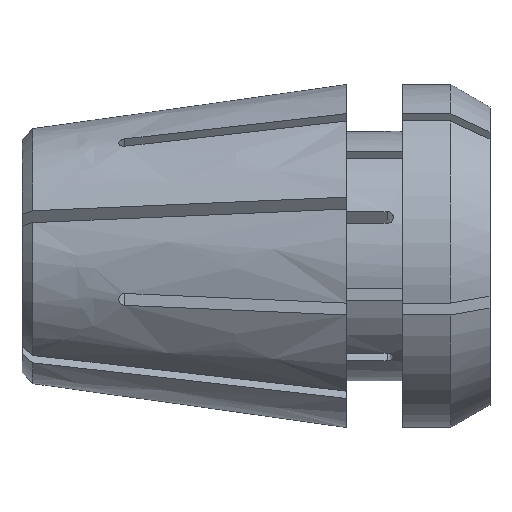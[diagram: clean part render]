
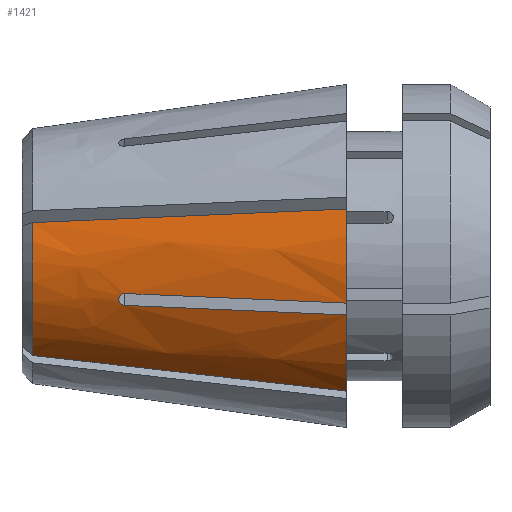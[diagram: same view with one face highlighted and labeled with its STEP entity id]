
A CAD part, front view. The second image highlights one B-rep face of the part: STEP entity #1421.
In plain terms, the highlighted free-form (B-spline) face has degree [2, 1] with [3, 2] control points.
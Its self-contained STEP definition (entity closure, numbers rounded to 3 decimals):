
#685 = VERTEX_POINT('',#686);
#686 = CARTESIAN_POINT('',(-66.274,-76.203,
    21.73));
#691 = EDGE_CURVE('',#685,#692,#694,.T.);
#692 = VERTEX_POINT('',#693);
#693 = CARTESIAN_POINT('',(-66.274,-76.203,
    -21.73));
#694 = ( BOUNDED_CURVE() B_SPLINE_CURVE(2,(#695,#696,#697),
.UNSPECIFIED.,.F.,.F.) B_SPLINE_CURVE_WITH_KNOTS((3,3),(4.435,
4.99),.PIECEWISE_BEZIER_KNOTS.) CURVE() 
GEOMETRIC_REPRESENTATION_ITEM() RATIONAL_B_SPLINE_CURVE((1.,
0.962,1.)) REPRESENTATION_ITEM('') );
#695 = CARTESIAN_POINT('',(-66.274,-76.203,
    21.73));
#696 = CARTESIAN_POINT('',(-66.274,-82.4,
    0.));
#697 = CARTESIAN_POINT('',(-66.274,-76.203,
    -21.73));
#1421 = ADVANCED_FACE('',(#1422),#1512,.T.);
#1422 = FACE_BOUND('',#1423,.T.);
#1423 = EDGE_LOOP('',(#1424,#1435,#1443,#1452,#1489,#1496,#1497,#1506));
#1424 = ORIENTED_EDGE('',*,*,#1425,.F.);
#1425 = EDGE_CURVE('',#1426,#1428,#1430,.T.);
#1426 = VERTEX_POINT('',#1427);
#1427 = CARTESIAN_POINT('',(-66.274,-48.877,
    -62.371));
#1428 = VERTEX_POINT('',#1429);
#1429 = CARTESIAN_POINT('',(-211.082,-36.904,
    -45.892));
#1430 = B_SPLINE_CURVE_WITH_KNOTS('',3,(#1431,#1432,#1433,#1434),
  .UNSPECIFIED.,.F.,.F.,(4,4),(0.,0.101),
  .PIECEWISE_BEZIER_KNOTS.);
#1431 = CARTESIAN_POINT('',(-66.274,-48.877,
    -62.371));
#1432 = CARTESIAN_POINT('',(-114.544,-44.887,
    -56.879));
#1433 = CARTESIAN_POINT('',(-162.813,-40.896,
    -51.386));
#1434 = CARTESIAN_POINT('',(-211.082,-36.904,
    -45.892));
#1435 = ORIENTED_EDGE('',*,*,#1436,.F.);
#1436 = EDGE_CURVE('',#1437,#1426,#1439,.T.);
#1437 = VERTEX_POINT('',#1438);
#1438 = CARTESIAN_POINT('',(-66.274,-74.422,
    -27.211));
#1439 = ( BOUNDED_CURVE() B_SPLINE_CURVE(2,(#1440,#1441,#1442),
.UNSPECIFIED.,.F.,.F.) B_SPLINE_CURVE_WITH_KNOTS((3,3),(5.063,
5.618),.PIECEWISE_BEZIER_KNOTS.) CURVE() 
GEOMETRIC_REPRESENTATION_ITEM() RATIONAL_B_SPLINE_CURVE((1.,
0.962,1.)) REPRESENTATION_ITEM('') );
#1440 = CARTESIAN_POINT('',(-66.274,-74.422,
    -27.211));
#1441 = CARTESIAN_POINT('',(-66.274,-66.663,
    -48.433));
#1442 = CARTESIAN_POINT('',(-66.274,-48.877,
    -62.371));
#1443 = ORIENTED_EDGE('',*,*,#1444,.T.);
#1444 = EDGE_CURVE('',#1437,#1445,#1447,.T.);
#1445 = VERTEX_POINT('',#1446);
#1446 = CARTESIAN_POINT('',(-168.567,-60.738,
    -22.765));
#1447 = B_SPLINE_CURVE_WITH_KNOTS('',3,(#1448,#1449,#1450,#1451),
  .UNSPECIFIED.,.F.,.F.,(4,4),(0.,0.072),
  .PIECEWISE_BEZIER_KNOTS.);
#1448 = CARTESIAN_POINT('',(-66.274,-74.422,
    -27.211));
#1449 = CARTESIAN_POINT('',(-100.372,-69.862,
    -25.729));
#1450 = CARTESIAN_POINT('',(-134.469,-65.3,
    -24.247));
#1451 = CARTESIAN_POINT('',(-168.567,-60.738,
    -22.765));
#1452 = ORIENTED_EDGE('',*,*,#1453,.F.);
#1453 = EDGE_CURVE('',#1454,#1445,#1456,.T.);
#1454 = VERTEX_POINT('',#1455);
#1455 = CARTESIAN_POINT('',(-168.567,-62.519,
    -17.284));
#1456 = B_SPLINE_CURVE_WITH_KNOTS('',3,(#1457,#1458,#1459,#1460,#1461,
    #1462,#1463,#1464,#1465,#1466,#1467,#1468,#1469,#1470,#1471,#1472,
    #1473,#1474,#1475,#1476,#1477,#1478,#1479,#1480,#1481,#1482,#1483,
    #1484,#1485,#1486,#1487,#1488),.UNSPECIFIED.,.F.,.F.,(4,2,2,2,2,2,2,
    2,2,2,2,2,2,2,2,4),(0.,0.,
    0.001,0.001,0.002,
    0.002,0.002,0.003,
    0.004,0.004,0.004,
    0.005,0.005,0.005,
    0.006,0.006),.UNSPECIFIED.);
#1457 = CARTESIAN_POINT('',(-168.567,-62.519,
    -17.284));
#1458 = CARTESIAN_POINT('',(-168.756,-62.494,
    -17.276));
#1459 = CARTESIAN_POINT('',(-168.942,-62.464,
    -17.285));
#1460 = CARTESIAN_POINT('',(-169.309,-62.396,
    -17.339));
#1461 = CARTESIAN_POINT('',(-169.491,-62.357,
    -17.384));
#1462 = CARTESIAN_POINT('',(-169.839,-62.271,
    -17.508));
#1463 = CARTESIAN_POINT('',(-170.005,-62.225,
    -17.585));
#1464 = CARTESIAN_POINT('',(-170.318,-62.127,
    -17.772));
#1465 = CARTESIAN_POINT('',(-170.466,-62.073,
    -17.882));
#1466 = CARTESIAN_POINT('',(-170.733,-61.963,
    -18.126));
#1467 = CARTESIAN_POINT('',(-170.853,-61.907,
    -18.26));
#1468 = CARTESIAN_POINT('',(-171.064,-61.789,
    -18.552));
#1469 = CARTESIAN_POINT('',(-171.155,-61.728,
    -18.709));
#1470 = CARTESIAN_POINT('',(-171.372,-61.546,
    -19.199));
#1471 = CARTESIAN_POINT('',(-171.448,-61.422,
    -19.558));
#1472 = CARTESIAN_POINT('',(-171.448,-61.247,
    -20.096));
#1473 = CARTESIAN_POINT('',(-171.43,-61.19,
    -20.279));
#1474 = CARTESIAN_POINT('',(-171.356,-61.082,
    -20.634));
#1475 = CARTESIAN_POINT('',(-171.301,-61.031,
    -20.807));
#1476 = CARTESIAN_POINT('',(-171.156,-60.937,
    -21.144));
#1477 = CARTESIAN_POINT('',(-171.065,-60.893,
    -21.308));
#1478 = CARTESIAN_POINT('',(-170.856,-60.817,
    -21.612));
#1479 = CARTESIAN_POINT('',(-170.736,-60.784,
    -21.754));
#1480 = CARTESIAN_POINT('',(-170.467,-60.729,
    -22.019));
#1481 = CARTESIAN_POINT('',(-170.321,-60.708,
    -22.137));
#1482 = CARTESIAN_POINT('',(-170.008,-60.678,
    -22.346));
#1483 = CARTESIAN_POINT('',(-169.84,-60.669,
    -22.438));
#1484 = CARTESIAN_POINT('',(-169.492,-60.666,
    -22.588));
#1485 = CARTESIAN_POINT('',(-169.313,-60.671,
    -22.646));
#1486 = CARTESIAN_POINT('',(-168.945,-60.694,
    -22.731));
#1487 = CARTESIAN_POINT('',(-168.756,-60.713,
    -22.757));
#1488 = CARTESIAN_POINT('',(-168.567,-60.738,
    -22.765));
#1489 = ORIENTED_EDGE('',*,*,#1490,.F.);
#1490 = EDGE_CURVE('',#692,#1454,#1491,.T.);
#1491 = B_SPLINE_CURVE_WITH_KNOTS('',3,(#1492,#1493,#1494,#1495),
  .UNSPECIFIED.,.F.,.F.,(4,4),(0.,0.072),
  .PIECEWISE_BEZIER_KNOTS.);
#1492 = CARTESIAN_POINT('',(-66.274,-76.203,
    -21.73));
#1493 = CARTESIAN_POINT('',(-100.372,-71.642,
    -20.248));
#1494 = CARTESIAN_POINT('',(-134.469,-67.081,
    -18.766));
#1495 = CARTESIAN_POINT('',(-168.567,-62.519,
    -17.284));
#1496 = ORIENTED_EDGE('',*,*,#691,.F.);
#1497 = ORIENTED_EDGE('',*,*,#1498,.T.);
#1498 = EDGE_CURVE('',#685,#1499,#1501,.T.);
#1499 = VERTEX_POINT('',#1500);
#1500 = CARTESIAN_POINT('',(-211.082,-56.83,
    15.436));
#1501 = B_SPLINE_CURVE_WITH_KNOTS('',3,(#1502,#1503,#1504,#1505),
  .UNSPECIFIED.,.F.,.F.,(4,4),(0.,0.101),
  .PIECEWISE_BEZIER_KNOTS.);
#1502 = CARTESIAN_POINT('',(-66.274,-76.203,
    21.73));
#1503 = CARTESIAN_POINT('',(-114.544,-69.747,
    19.632));
#1504 = CARTESIAN_POINT('',(-162.813,-63.29,
    17.534));
#1505 = CARTESIAN_POINT('',(-211.082,-56.83,
    15.436));
#1506 = ORIENTED_EDGE('',*,*,#1507,.T.);
#1507 = EDGE_CURVE('',#1499,#1428,#1508,.T.);
#1508 = ( BOUNDED_CURVE() B_SPLINE_CURVE(2,(#1509,#1510,#1511),
.UNSPECIFIED.,.F.,.F.) B_SPLINE_CURVE_WITH_KNOTS((3,3),(1.306,
2.464),.PIECEWISE_BEZIER_KNOTS.) CURVE() 
GEOMETRIC_REPRESENTATION_ITEM() RATIONAL_B_SPLINE_CURVE((1.,
0.837,1.)) REPRESENTATION_ITEM('') );
#1509 = CARTESIAN_POINT('',(-211.082,-56.83,
    15.436));
#1510 = CARTESIAN_POINT('',(-211.082,-66.929,
    -21.747));
#1511 = CARTESIAN_POINT('',(-211.082,-36.904,
    -45.892));
#1512 = ( BOUNDED_SURFACE() B_SPLINE_SURFACE(2,1,(
    (#1513,#1514)
    ,(#1515,#1516)
    ,(#1517,#1518
)),.UNSPECIFIED.,.F.,.F.,.F.) B_SPLINE_SURFACE_WITH_KNOTS((3,3),(2,2),(
    4.435,5.618),(-101.497,0.),
.PIECEWISE_BEZIER_KNOTS.) GEOMETRIC_REPRESENTATION_ITEM() 
RATIONAL_B_SPLINE_SURFACE((
    (1.,1.)
    ,(0.83,0.83)
,(1.,1.))) REPRESENTATION_ITEM('') SURFACE() );
#1513 = CARTESIAN_POINT('',(-211.082,-56.632,
    16.149));
#1514 = CARTESIAN_POINT('',(-66.274,-76.203,
    21.73));
#1515 = CARTESIAN_POINT('',(-211.082,-67.49,-21.929
    ));
#1516 = CARTESIAN_POINT('',(-66.274,-90.814,
    -29.507));
#1517 = CARTESIAN_POINT('',(-211.082,-36.324,
    -46.352));
#1518 = CARTESIAN_POINT('',(-66.274,-48.877,
    -62.371));
